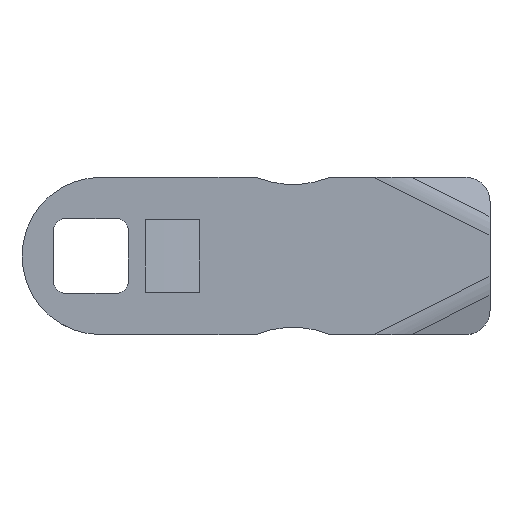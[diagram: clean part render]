
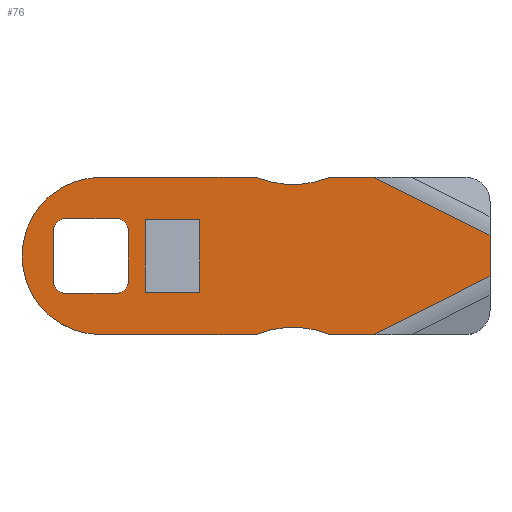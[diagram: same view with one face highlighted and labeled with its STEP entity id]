
A CAD part, top view. The second image highlights one B-rep face of the part: STEP entity #76.
In plain terms, the highlighted planar face has unit normal (0, 0, 1).
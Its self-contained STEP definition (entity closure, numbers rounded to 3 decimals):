
#76=ADVANCED_FACE('',(#174,#175,#176),#177,.T.);
#174=FACE_BOUND('',#301,.T.);
#175=FACE_BOUND('',#302,.T.);
#176=FACE_OUTER_BOUND('',#303,.T.);
#177=PLANE('',#304);
#301=EDGE_LOOP('',(#434,#435,#436,#437,#438,#439,#440,#441));
#302=EDGE_LOOP('',(#442,#443,#444,#445));
#303=EDGE_LOOP('',(#446,#447,#448,#449,#450,#451,#452,#453,#454,#455));
#304=AXIS2_PLACEMENT_3D('',#456,#457,#458);
#434=ORIENTED_EDGE('',*,*,#761,.F.);
#435=ORIENTED_EDGE('',*,*,#762,.T.);
#436=ORIENTED_EDGE('',*,*,#763,.F.);
#437=ORIENTED_EDGE('',*,*,#764,.T.);
#438=ORIENTED_EDGE('',*,*,#765,.F.);
#439=ORIENTED_EDGE('',*,*,#766,.T.);
#440=ORIENTED_EDGE('',*,*,#767,.F.);
#441=ORIENTED_EDGE('',*,*,#768,.T.);
#442=ORIENTED_EDGE('',*,*,#769,.F.);
#443=ORIENTED_EDGE('',*,*,#770,.F.);
#444=ORIENTED_EDGE('',*,*,#771,.T.);
#445=ORIENTED_EDGE('',*,*,#772,.T.);
#446=ORIENTED_EDGE('',*,*,#773,.T.);
#447=ORIENTED_EDGE('',*,*,#774,.T.);
#448=ORIENTED_EDGE('',*,*,#775,.T.);
#449=ORIENTED_EDGE('',*,*,#776,.T.);
#450=ORIENTED_EDGE('',*,*,#777,.T.);
#451=ORIENTED_EDGE('',*,*,#757,.T.);
#452=ORIENTED_EDGE('',*,*,#778,.T.);
#453=ORIENTED_EDGE('',*,*,#779,.T.);
#454=ORIENTED_EDGE('',*,*,#780,.T.);
#455=ORIENTED_EDGE('',*,*,#781,.T.);
#456=CARTESIAN_POINT('',(2.3,0.0,0.0));
#457=DIRECTION('',(0.0,0.0,1.0));
#458=DIRECTION('',(1.0,0.0,0.0));
#757=EDGE_CURVE('',#897,#898,#899,.T.);
#761=EDGE_CURVE('',#903,#904,#905,.T.);
#762=EDGE_CURVE('',#903,#906,#907,.F.);
#763=EDGE_CURVE('',#908,#906,#909,.T.);
#764=EDGE_CURVE('',#908,#910,#911,.F.);
#765=EDGE_CURVE('',#912,#910,#913,.T.);
#766=EDGE_CURVE('',#912,#914,#915,.F.);
#767=EDGE_CURVE('',#916,#914,#917,.T.);
#768=EDGE_CURVE('',#916,#904,#918,.F.);
#769=EDGE_CURVE('',#919,#920,#921,.T.);
#770=EDGE_CURVE('',#922,#919,#923,.T.);
#771=EDGE_CURVE('',#922,#924,#925,.T.);
#772=EDGE_CURVE('',#924,#920,#926,.T.);
#773=EDGE_CURVE('',#927,#928,#929,.T.);
#774=EDGE_CURVE('',#928,#930,#931,.F.);
#775=EDGE_CURVE('',#930,#932,#933,.T.);
#776=EDGE_CURVE('',#932,#934,#935,.T.);
#777=EDGE_CURVE('',#934,#897,#936,.T.);
#778=EDGE_CURVE('',#898,#937,#938,.T.);
#779=EDGE_CURVE('',#937,#939,#940,.F.);
#780=EDGE_CURVE('',#939,#941,#942,.T.);
#781=EDGE_CURVE('',#941,#927,#943,.T.);
#897=VERTEX_POINT('',#1099);
#898=VERTEX_POINT('',#1100);
#899=LINE('',#1101,#1102);
#903=VERTEX_POINT('',#1106);
#904=VERTEX_POINT('',#1107);
#905=LINE('',#1108,#1109);
#906=VERTEX_POINT('',#1110);
#907=CIRCLE('',#1111,1.0);
#908=VERTEX_POINT('',#1112);
#909=LINE('',#1113,#1114);
#910=VERTEX_POINT('',#1115);
#911=CIRCLE('',#1116,1.0);
#912=VERTEX_POINT('',#1117);
#913=LINE('',#1118,#1119);
#914=VERTEX_POINT('',#1120);
#915=CIRCLE('',#1121,1.0);
#916=VERTEX_POINT('',#1122);
#917=LINE('',#1123,#1124);
#918=CIRCLE('',#1125,1.0);
#919=VERTEX_POINT('',#1126);
#920=VERTEX_POINT('',#1127);
#921=LINE('',#1128,#1129);
#922=VERTEX_POINT('',#1130);
#923=LINE('',#1131,#1132);
#924=VERTEX_POINT('',#1133);
#925=LINE('',#1134,#1135);
#926=LINE('',#1136,#1137);
#927=VERTEX_POINT('',#1138);
#928=VERTEX_POINT('',#1139);
#929=LINE('',#1140,#1141);
#930=VERTEX_POINT('',#1142);
#931=CIRCLE('',#1143,8.0);
#932=VERTEX_POINT('',#1144);
#933=LINE('',#1145,#1146);
#934=VERTEX_POINT('',#1147);
#935=LINE('',#1148,#1149);
#936=LINE('',#1150,#1151);
#937=VERTEX_POINT('',#1152);
#938=LINE('',#1153,#1154);
#939=VERTEX_POINT('',#1155);
#940=CIRCLE('',#1156,8.0);
#941=VERTEX_POINT('',#1157);
#942=LINE('',#1158,#1159);
#943=CIRCLE('',#1160,6.5);
#1099=CARTESIAN_POINT('',(33.0,1.697,0.));
#1100=CARTESIAN_POINT('',(23.393,6.5,0.));
#1101=CARTESIAN_POINT('',(9.119,13.637,0.));
#1102=VECTOR('',#1348,1.0);
#1106=CARTESIAN_POINT('',(-3.1,2.1,0.0));
#1107=CARTESIAN_POINT('',(-3.1,-2.1,0.0));
#1108=CARTESIAN_POINT('',(-3.1,3.1,0.0));
#1109=VECTOR('',#1355,1.0);
#1110=CARTESIAN_POINT('',(-2.1,3.1,0.0));
#1111=AXIS2_PLACEMENT_3D('',#1356,#1357,#1358);
#1112=CARTESIAN_POINT('',(2.1,3.1,0.0));
#1113=CARTESIAN_POINT('',(3.1,3.1,0.0));
#1114=VECTOR('',#1359,1.0);
#1115=CARTESIAN_POINT('',(3.1,2.1,0.0));
#1116=AXIS2_PLACEMENT_3D('',#1360,#1361,#1362);
#1117=CARTESIAN_POINT('',(3.1,-2.1,0.0));
#1118=CARTESIAN_POINT('',(3.1,-3.1,0.0));
#1119=VECTOR('',#1363,1.0);
#1120=CARTESIAN_POINT('',(2.1,-3.1,0.0));
#1121=AXIS2_PLACEMENT_3D('',#1364,#1365,#1366);
#1122=CARTESIAN_POINT('',(-2.1,-3.1,0.0));
#1123=CARTESIAN_POINT('',(-3.1,-3.1,0.0));
#1124=VECTOR('',#1367,1.0);
#1125=AXIS2_PLACEMENT_3D('',#1368,#1369,#1370);
#1126=CARTESIAN_POINT('',(4.5,3.0,0.));
#1127=CARTESIAN_POINT('',(4.5,-3.0,0.0));
#1128=CARTESIAN_POINT('',(4.5,3.0,0.));
#1129=VECTOR('',#1371,1.0);
#1130=CARTESIAN_POINT('',(9.0,3.0,0.));
#1131=CARTESIAN_POINT('',(9.0,3.0,0.));
#1132=VECTOR('',#1372,1.0);
#1133=CARTESIAN_POINT('',(9.0,-3.0,0.));
#1134=CARTESIAN_POINT('',(9.0,3.0,0.));
#1135=VECTOR('',#1373,1.0);
#1136=CARTESIAN_POINT('',(9.0,-3.0,0.));
#1137=VECTOR('',#1374,1.0);
#1138=CARTESIAN_POINT('',(0.8,-6.5,0.));
#1139=CARTESIAN_POINT('',(13.66,-6.5,0.0));
#1140=CARTESIAN_POINT('',(2.3,-6.5,0.0));
#1141=VECTOR('',#1375,1.0);
#1142=CARTESIAN_POINT('',(19.74,-6.5,0.0));
#1143=AXIS2_PLACEMENT_3D('',#1376,#1377,#1378);
#1144=CARTESIAN_POINT('',(23.393,-6.5,0.0));
#1145=CARTESIAN_POINT('',(2.3,-6.5,0.0));
#1146=VECTOR('',#1379,1.0);
#1147=CARTESIAN_POINT('',(33.0,-1.697,0.0));
#1148=CARTESIAN_POINT('',(9.119,-13.637,0.0));
#1149=VECTOR('',#1380,1.0);
#1150=CARTESIAN_POINT('',(33.0,0.,0.0));
#1151=VECTOR('',#1381,1.0);
#1152=CARTESIAN_POINT('',(19.74,6.5,0.0));
#1153=CARTESIAN_POINT('',(2.3,6.5,0.0));
#1154=VECTOR('',#1382,1.0);
#1155=CARTESIAN_POINT('',(13.66,6.5,0.0));
#1156=AXIS2_PLACEMENT_3D('',#1383,#1384,#1385);
#1157=CARTESIAN_POINT('',(0.8,6.5,0.));
#1158=CARTESIAN_POINT('',(2.3,6.5,0.0));
#1159=VECTOR('',#1386,1.0);
#1160=AXIS2_PLACEMENT_3D('',#1387,#1388,#1389);
#1348=DIRECTION('',(-0.894,0.447,0.0));
#1355=DIRECTION('',(0.0,-1.0,0.0));
#1356=CARTESIAN_POINT('',(-2.1,2.1,0.0));
#1357=DIRECTION('',(0.0,0.0,1.0));
#1358=DIRECTION('',(1.0,0.0,0.0));
#1359=DIRECTION('',(-1.0,0.0,0.0));
#1360=CARTESIAN_POINT('',(2.1,2.1,0.0));
#1361=DIRECTION('',(0.0,0.0,1.0));
#1362=DIRECTION('',(1.0,0.0,0.0));
#1363=DIRECTION('',(0.0,1.0,0.0));
#1364=CARTESIAN_POINT('',(2.1,-2.1,0.0));
#1365=DIRECTION('',(0.0,0.0,1.0));
#1366=DIRECTION('',(1.0,0.0,0.0));
#1367=DIRECTION('',(1.0,0.0,0.0));
#1368=CARTESIAN_POINT('',(-2.1,-2.1,0.0));
#1369=DIRECTION('',(0.0,0.0,1.0));
#1370=DIRECTION('',(1.0,0.0,0.0));
#1371=DIRECTION('',(0.0,-1.0,0.0));
#1372=DIRECTION('',(-1.0,0.0,0.));
#1373=DIRECTION('',(0.0,-1.0,0.0));
#1374=DIRECTION('',(-1.0,0.0,0.));
#1375=DIRECTION('',(1.0,0.0,0.0));
#1376=CARTESIAN_POINT('',(16.7,-13.9,0.0));
#1377=DIRECTION('',(0.0,0.0,1.0));
#1378=DIRECTION('',(1.0,0.0,0.0));
#1379=DIRECTION('',(1.0,0.0,0.0));
#1380=DIRECTION('',(0.894,0.447,0.0));
#1381=DIRECTION('',(0.,1.0,0.0));
#1382=DIRECTION('',(-1.0,0.0,0.0));
#1383=CARTESIAN_POINT('',(16.7,13.9,0.0));
#1384=DIRECTION('',(0.0,0.0,1.0));
#1385=DIRECTION('',(1.0,0.0,0.0));
#1386=DIRECTION('',(-1.0,0.0,0.0));
#1387=CARTESIAN_POINT('',(0.8,0.,0.0));
#1388=DIRECTION('',(0.0,0.0,1.0));
#1389=DIRECTION('',(1.0,0.0,0.0));
